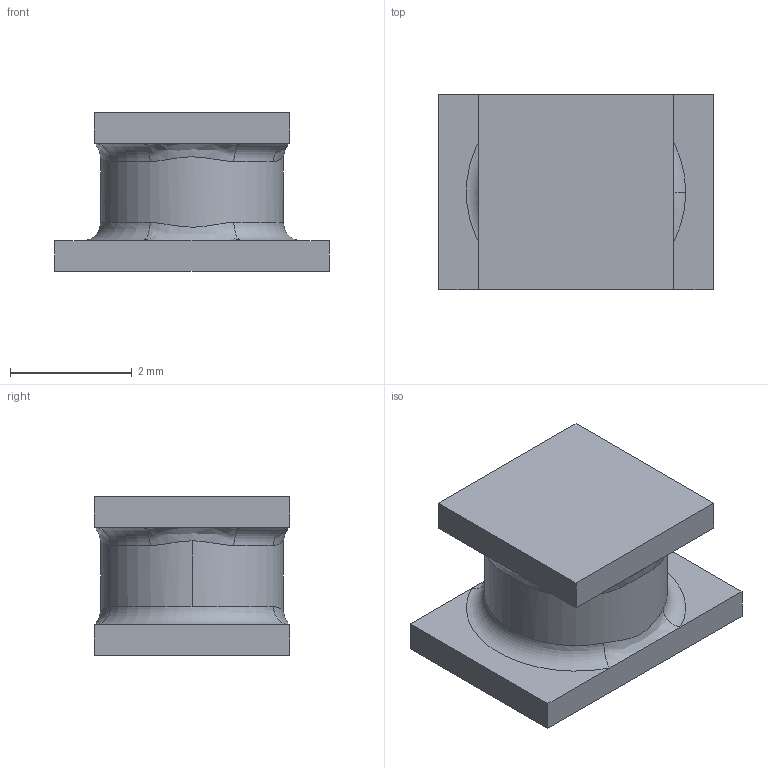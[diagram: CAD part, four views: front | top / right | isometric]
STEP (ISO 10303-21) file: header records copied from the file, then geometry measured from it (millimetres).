
FILE_DESCRIPTION (( 'STEP AP214' ), '1' );
FILE_NAME ('LQH43PN.STEP', '2023-08-01T09:49:18', ( '' ), ( '' ), 'SwSTEP 2.0', 'SolidWorks 2019', '' );
FILE_SCHEMA (( 'AUTOMOTIVE_DESIGN' ));
Length unit declared in the file: millimetre
Products named in the file (1): LQH43PN
Bounding box: 4.5 x 3.2 x 2.6 mm (x, y, z)
Volume: 23.9 mm3; surface area: 62.2 mm2
Topology: 1 solids, 1 shells, 31 faces, 74 edges, 45 vertices
Faces by surface type: plane 16, torus 7, bspline 6, cylinder 2
Entity records: 1138 total; most frequent: CARTESIAN_POINT 381, ORIENTED_EDGE 148, DIRECTION 146, EDGE_CURVE 74, AXIS2_PLACEMENT_3D 54, VERTEX_POINT 45, LINE 38, VECTOR 38
